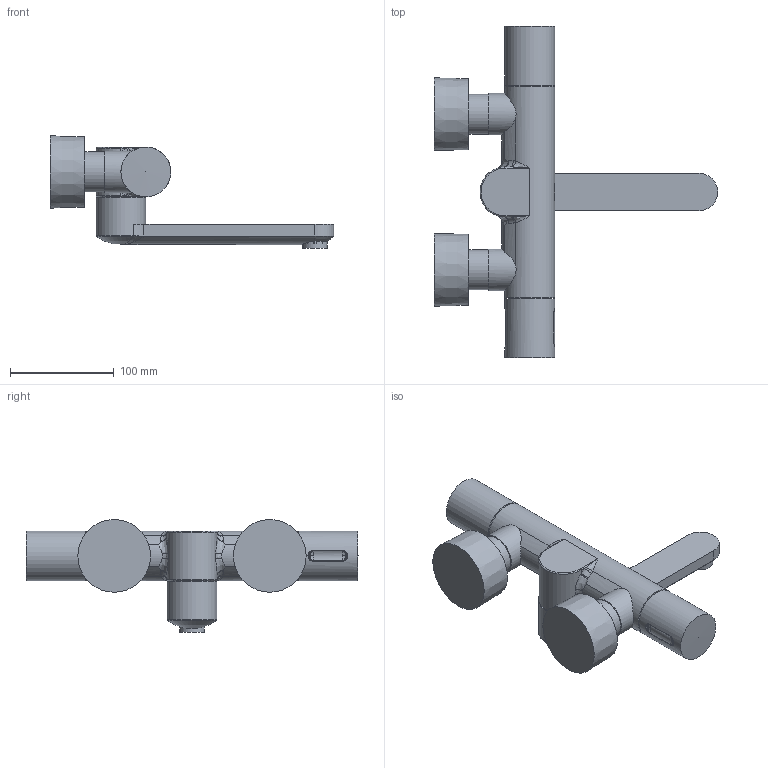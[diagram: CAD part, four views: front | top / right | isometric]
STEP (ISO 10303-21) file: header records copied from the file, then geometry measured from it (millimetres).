
FILE_DESCRIPTION(/* description */ ('Unknown'),/* implementation_level */ '2;1');
FILE_NAME(/* name */ '36333000',/* time_stamp */ '2022-09-09T18:55:19+02:00',/* author */ ('Unknown'),/* organization */ ('GROHE AG'),/* preprocessor_version */ 'ST-DEVELOPER v16.7',/* originating_system */ 'DEX',/* authorisation */ $);
FILE_SCHEMA (('AUTOMOTIVE_DESIGN {1 0 10303 214 3 1 1}'));
Products named in the file (16): 36333000; 100813 ECE Basin Mixer Wall THM Spout 02 backside for 280mm; 36333000_0; OVAL_5 20100827; 36333000_1; 36333000_2; 36333000_3; 36333000_4; extrude#; cnet_srf; 36333000_5; 36333000_6; 36333000_7; 36333000_8; extrude
Assembly tree (15 placements, depth 2):
  36333000
    100813 ECE Basin Mixer Wall THM Spout 02 backside for 280mm
    36333000
    36333000_0
    OVAL_5 20100827
    36333000_1
    36333000_2
    36333000_3
    36333000_4
    extrude#
    cnet_srf
    36333000_5
    36333000_6
    36333000_7
    36333000_8
    extrude
Bounding box: 273.05 x 320 x 108.71 mm (x, y, z)
Volume: 699449.2 mm3; surface area: 301723.6 mm2
Topology: 15 solids, 30 shells, 3355 faces, 8834 edges, 5484 vertices
Faces by surface type: plane 1348, cylinder 848, bspline 543, cone 299, torus 219, sphere 98
Full cylindrical faces by diameter (mm): 1.94 x1, 2 x3, 2.459 x4, 3.242 x4, 5.6 x1, 6 x1, 7 x1, 8 x2, 8.6 x2, 10.5 x2, 13.78 x1, 14 x1, 15.4 x1, 16.2 x1, 16.9 x1, 18 x1, 20.046 x2, 21.1 x1, 21.143 x1, 22 x1, 22.3 x1, 22.4 x2, 22.917 x1, 23.6 x1, 24 x2, 24.7 x1, 25 x2, 26 x1, 26.3 x1, 27 x1
Entity records: 122556 total; most frequent: CARTESIAN_POINT 39681, ORIENTED_EDGE 16956, DIRECTION 14155, EDGE_CURVE 8478, AXIS2_PLACEMENT_3D 5469, VERTEX_POINT 5388, FACE_BOUND 3590, EDGE_LOOP 3584
